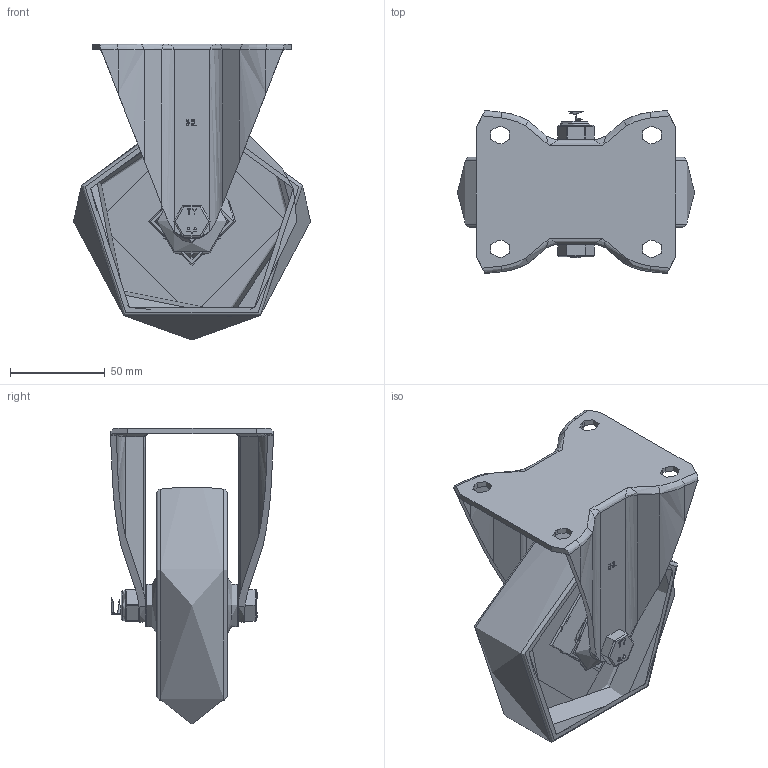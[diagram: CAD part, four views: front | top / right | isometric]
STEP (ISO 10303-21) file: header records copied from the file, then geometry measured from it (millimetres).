
FILE_DESCRIPTION(/* description */ (''),/* implementation_level */ '2;1');
FILE_NAME(/* name */ 'BZEHF125NYBJ.step',/* time_stamp */ '2025-07-02T13:47:36+01:00',/* author */ (''),/* organization */ (''),/* preprocessor_version */ 'ST-DEVELOPER v20.1',/* originating_system */ 'Autodesk Translation Framework v14.10.0.0',/* authorisation */ '');
FILE_SCHEMA (('AUTOMOTIVE_DESIGN { 1 0 10303 214 3 1 1 }'));
Length unit declared in the file: millimetre
Products named in the file (23): BZEHF125NYBJ; BZHF125AS - 49 v1; ZINC PLATED, PRESSED STEEL BRACKET; BZH125WNYBJM10 v1; BZMM125WNYBJ; NYLON WHEEL; BEARING 6202; METAL; METAL2; Pattern; Component1; MIDDLE; RUBBER; RUBBER2; HUBCAPM10X49; HUBCAPM10X49 (1); NYLON WHEEL HUB CAP; HEXBOLTM10X70Z8.8 v2; GRADE 8.8 THREADED ZINC PLATED BOLT; NYLOCM10Z v1; NYLOC NUT; RUBBER (1); NUT
Assembly tree (30 placements, depth 6):
  BZEHF125NYBJ
    BZHF125AS - 49 v1
      ZINC PLATED, PRESSED STEEL BRACKET
    BZH125WNYBJM10 v1
      BZMM125WNYBJ
        NYLON WHEEL
        BEARING 6202
          METAL
          METAL2
          Pattern
            Component1  x8
          MIDDLE
          RUBBER
          RUBBER2
      HUBCAPM10X49
        NYLON WHEEL HUB CAP
      HUBCAPM10X49 (1)
        NYLON WHEEL HUB CAP
    HEXBOLTM10X70Z8.8 v2
      GRADE 8.8 THREADED ZINC PLATED BOLT
    NYLOCM10Z v1
      NYLOC NUT
        RUBBER (1)
        NUT
Bounding box: 125 x 86 x 156 mm (x, y, z)
Volume: 274579.2 mm3; surface area: 119058.8 mm2
Topology: 20 solids, 20 shells, 741 faces, 1826 edges, 1183 vertices
Faces by surface type: plane 282, bspline 197, cylinder 185, sphere 36, torus 33, cone 8
Full cylindrical faces by diameter (mm): 8.141 x18, 9.85 x19, 10 x3, 10.2 x4, 12 x2, 14.9 x2, 15 x1, 16 x2, 18 x1, 19 x2, 20 x4, 22.5 x4, 23 x2, 25 x2, 28 x2, 30 x4, 30.5 x2, 31 x4, 32 x3, 35 x2, 36 x2, 38 x2, 40 x2, 44 x2
Entity records: 29255 total; most frequent: CARTESIAN_POINT 12964, ORIENTED_EDGE 3468, DIRECTION 2783, EDGE_CURVE 1734, VERTEX_POINT 1138, AXIS2_PLACEMENT_3D 997, EDGE_LOOP 848, LINE 789
